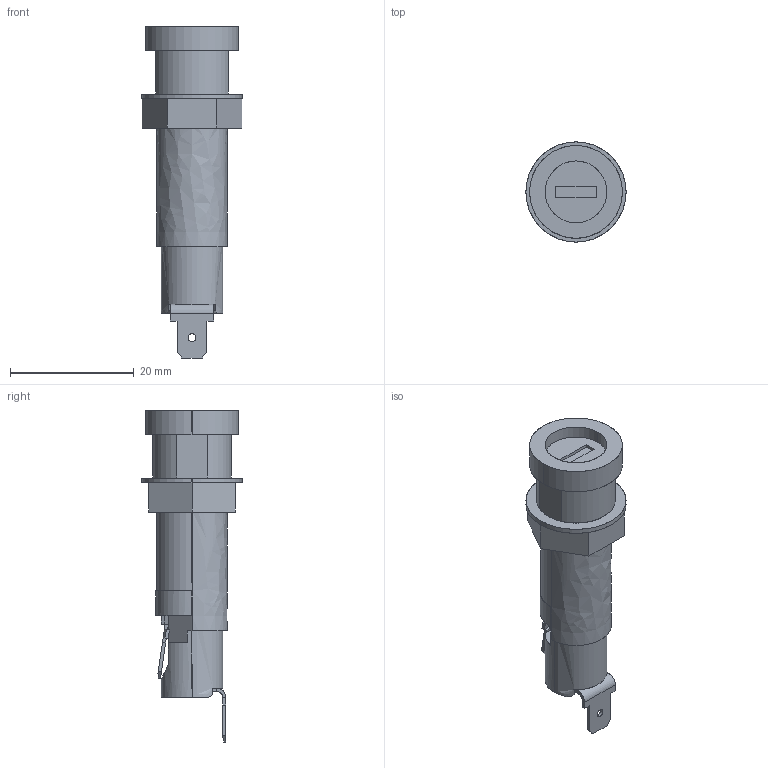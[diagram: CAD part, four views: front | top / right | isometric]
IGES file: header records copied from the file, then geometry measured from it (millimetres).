
Start section: SolidWorks IGES file using analytic representation for surfaces
Global section: file name: 80920100.igs; native system: SolidWorks 2012; preprocessor: SolidWorks 2012; author: jmiller; date: 130327.143521; units: millimetre
Bounding box: 16.2 x 16.2 x 53.7 mm (x, y, z)
Surface area: 2825.6 mm2 (no closed solid volume)
Topology: 0 solids, 0 shells, 154 faces, 1403 edges, 1403 vertices
Faces by surface type: bspline 110, revolution 44
